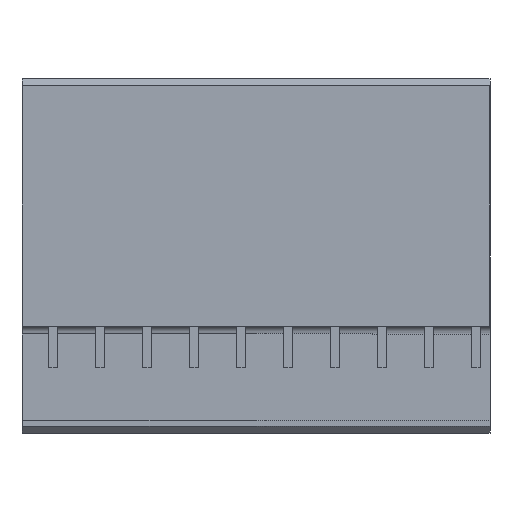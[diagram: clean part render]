
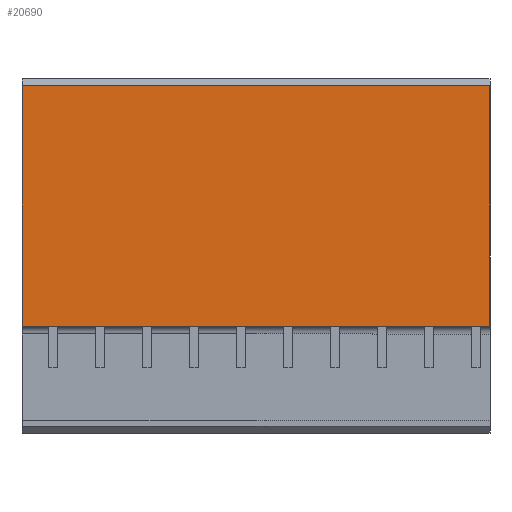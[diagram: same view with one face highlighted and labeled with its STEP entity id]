
A CAD part, left-side view. The second image highlights one B-rep face of the part: STEP entity #20690.
In plain terms, the highlighted planar face has unit normal (-1, 0, 0).
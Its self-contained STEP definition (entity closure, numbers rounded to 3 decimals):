
#1159=FACE_OUTER_BOUND('',#2462,.T.);
#2462=EDGE_LOOP('',(#15540,#15541,#15542,#15543));
#4392=LINE('',#31208,#7065);
#4393=LINE('',#31211,#7066);
#4394=LINE('',#31213,#7067);
#4395=LINE('',#31214,#7068);
#7065=VECTOR('',#25373,24.9);
#7066=VECTOR('',#25376,12.82);
#7067=VECTOR('',#25377,12.82);
#7068=VECTOR('',#25378,24.9);
#9367=VERTEX_POINT('',#31204);
#9368=VERTEX_POINT('',#31206);
#9369=VERTEX_POINT('',#31210);
#9370=VERTEX_POINT('',#31212);
#11623=EDGE_CURVE('',#9367,#9368,#4392,.T.);
#11624=EDGE_CURVE('',#9367,#9369,#4393,.T.);
#11625=EDGE_CURVE('',#9370,#9368,#4394,.T.);
#11626=EDGE_CURVE('',#9369,#9370,#4395,.T.);
#15540=ORIENTED_EDGE('',*,*,#11624,.F.);
#15541=ORIENTED_EDGE('',*,*,#11623,.T.);
#15542=ORIENTED_EDGE('',*,*,#11625,.F.);
#15543=ORIENTED_EDGE('',*,*,#11626,.F.);
#19462=PLANE('',#22178);
#20690=ADVANCED_FACE('',(#1159),#19462,.T.);
#22178=AXIS2_PLACEMENT_3D('',#31209,#25374,#25375);
#25373=DIRECTION('',(0.,1.,0.));
#25374=DIRECTION('center_axis',(-1.,0.,0.));
#25375=DIRECTION('ref_axis',(0.,-1.,0.));
#25376=DIRECTION('',(0.,0.,-1.));
#25377=DIRECTION('',(0.,0.,1.));
#25378=DIRECTION('',(0.,1.,0.));
#31204=CARTESIAN_POINT('',(-6.7,-12.,12.82));
#31206=CARTESIAN_POINT('',(-6.7,12.9,12.82));
#31208=CARTESIAN_POINT('',(-6.7,12.9,12.82));
#31209=CARTESIAN_POINT('Origin',(-6.7,-12.,0.));
#31210=CARTESIAN_POINT('',(-6.7,-12.,0.));
#31211=CARTESIAN_POINT('',(-6.7,-12.,0.));
#31212=CARTESIAN_POINT('',(-6.7,12.9,0.));
#31213=CARTESIAN_POINT('',(-6.7,12.9,12.82));
#31214=CARTESIAN_POINT('',(-6.7,12.9,0.));
